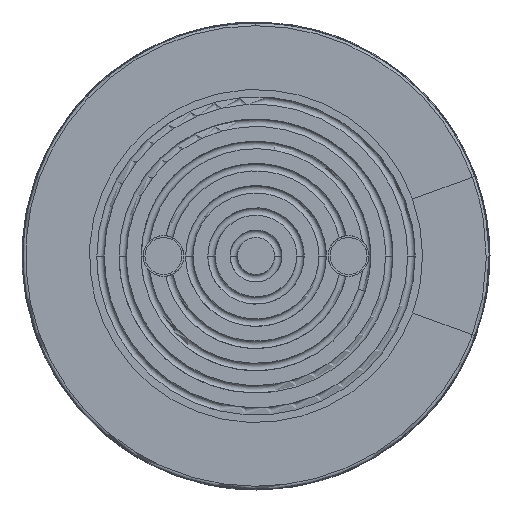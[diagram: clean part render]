
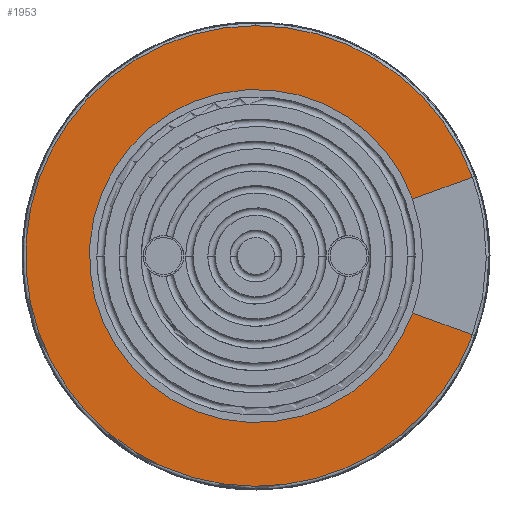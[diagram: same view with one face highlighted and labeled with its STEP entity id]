
A CAD part, front view. The second image highlights one B-rep face of the part: STEP entity #1953.
In plain terms, the highlighted planar face has unit normal (0, -1, 0).
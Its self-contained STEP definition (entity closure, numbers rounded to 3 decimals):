
#1890=CARTESIAN_POINT('',(2.114,-0.15,0.77));
#1891=VERTEX_POINT('',#1890);
#1892=CARTESIAN_POINT('',(2.924,-0.15,1.064));
#1893=VERTEX_POINT('',#1892);
#1894=CARTESIAN_POINT('',(2.114,-0.15,0.77));
#1895=DIRECTION('',(0.94,0.0,0.342));
#1896=VECTOR('',#1895,1.0);
#1897=LINE('',#1894,#1896);
#1898=EDGE_CURVE('n� 975',#1891,#1893,#1897,.T.);
#1899=ORIENTED_EDGE('n� 968',*,*,#1898,.T.);
#1900=CARTESIAN_POINT('',(2.924,-0.15,-1.064));
#1901=VERTEX_POINT('',#1900);
#1902=CARTESIAN_POINT('',(2.924,-0.15,1.064));
#1903=CARTESIAN_POINT('',(2.626,-0.15,1.88));
#1904=CARTESIAN_POINT('',(2.045,-0.15,2.594));
#1905=CARTESIAN_POINT('',(1.224,-0.15,3.068));
#1906=CARTESIAN_POINT('',(-0.593,-0.15,3.362));
#1907=CARTESIAN_POINT('',(-2.199,-0.15,2.464));
#1908=CARTESIAN_POINT('',(-2.809,-0.15,1.738));
#1909=CARTESIAN_POINT('',(-3.414,-0.15,0.0));
#1910=CARTESIAN_POINT('',(-2.809,-0.15,-1.738));
#1911=CARTESIAN_POINT('',(-2.199,-0.15,-2.464));
#1912=CARTESIAN_POINT('',(-0.593,-0.15,-3.362));
#1913=CARTESIAN_POINT('',(1.224,-0.15,-3.068));
#1914=CARTESIAN_POINT('',(2.045,-0.15,-2.594));
#1915=CARTESIAN_POINT('',(2.626,-0.15,-1.88));
#1916=CARTESIAN_POINT('',(2.924,-0.15,-1.064));
#1917=B_SPLINE_CURVE_WITH_KNOTS('',5,(#1902,#1903,#1904,#1905,#1906,#1907,#1908,#1909,#1910,#1911,
    #1912,#1913,#1914,#1915,#1916),.UNSPECIFIED.,.F.,.U.,
 (6,3,3,3,6),(0.0,0.25,0.5,0.75,1.0),.UNSPECIFIED.);
#1918=EDGE_CURVE('n� 982',#1893,#1901,#1917,.T.);
#1919=ORIENTED_EDGE('n� 976',*,*,#1918,.T.);
#1920=CARTESIAN_POINT('',(2.114,-0.15,-0.77));
#1921=VERTEX_POINT('',#1920);
#1922=CARTESIAN_POINT('',(2.924,-0.15,-1.064));
#1923=DIRECTION('',(-0.94,-0.0,0.342));
#1924=VECTOR('',#1923,1.0);
#1925=LINE('',#1922,#1924);
#1926=EDGE_CURVE('n� 989',#1901,#1921,#1925,.T.);
#1927=ORIENTED_EDGE('n� 983',*,*,#1926,.T.);
#1928=CARTESIAN_POINT('',(2.114,-0.15,0.77));
#1929=CARTESIAN_POINT('',(1.899,-0.15,1.36));
#1930=CARTESIAN_POINT('',(1.479,-0.15,1.876));
#1931=CARTESIAN_POINT('',(0.885,-0.15,2.218));
#1932=CARTESIAN_POINT('',(-0.429,-0.15,2.431));
#1933=CARTESIAN_POINT('',(-1.59,-0.15,1.782));
#1934=CARTESIAN_POINT('',(-2.031,-0.15,1.257));
#1935=CARTESIAN_POINT('',(-2.469,-0.15,-0.0));
#1936=CARTESIAN_POINT('',(-2.031,-0.15,-1.257));
#1937=CARTESIAN_POINT('',(-1.59,-0.15,-1.782));
#1938=CARTESIAN_POINT('',(-0.429,-0.15,-2.431));
#1939=CARTESIAN_POINT('',(0.885,-0.15,-2.218));
#1940=CARTESIAN_POINT('',(1.479,-0.15,-1.876));
#1941=CARTESIAN_POINT('',(1.899,-0.15,-1.36));
#1942=CARTESIAN_POINT('',(2.114,-0.15,-0.77));
#1943=B_SPLINE_CURVE_WITH_KNOTS('',5,(#1928,#1929,#1930,#1931,#1932,#1933,#1934,#1935,#1936,#1937,
    #1938,#1939,#1940,#1941,#1942),.UNSPECIFIED.,.F.,.U.,
 (6,3,3,3,6),(0.0,0.25,0.5,0.75,1.0),.UNSPECIFIED.);
#1944=EDGE_CURVE('n� 996',#1891,#1921,#1943,.T.);
#1945=ORIENTED_EDGE('n� 990',*,*,#1944,.F.);
#1946=EDGE_LOOP('',(#1899,#1919,#1927,#1945));
#1947=FACE_OUTER_BOUND('',#1946,.T.);
#1948=CARTESIAN_POINT('',(2.227,-0.15,2.227));
#1949=DIRECTION('',(0.0,-1.0,0.0));
#1950=DIRECTION('',(1.0,0.0,0.0));
#1951=AXIS2_PLACEMENT_3D('',#1948,#1949,#1950);
#1952=PLANE('',#1951);
#1953=ADVANCED_FACE('n� 998',(#1947),#1952,.T.);
